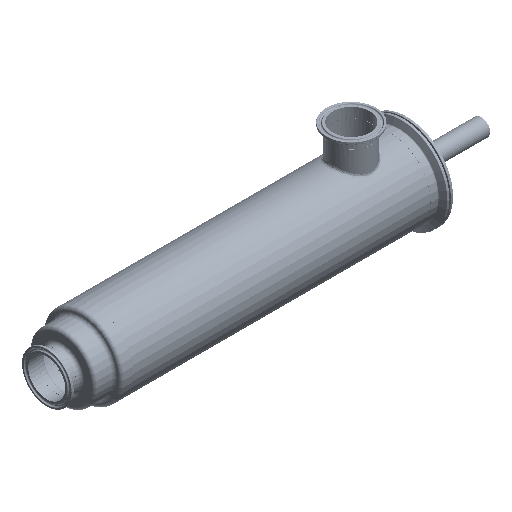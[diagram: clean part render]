
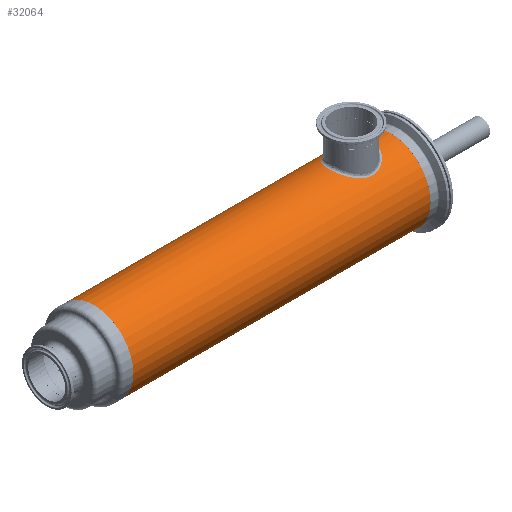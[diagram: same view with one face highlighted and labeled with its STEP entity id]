
A CAD part, isometric view. The second image highlights one B-rep face of the part: STEP entity #32064.
In plain terms, the highlighted cylindrical face has radius 50.8 mm (diameter 101.6 mm), a full revolution.
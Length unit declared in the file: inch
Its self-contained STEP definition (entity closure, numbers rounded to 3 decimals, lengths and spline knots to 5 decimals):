
#84=B_SPLINE_CURVE_WITH_KNOTS('',3,(#38781,#38782,#38783,#38784,#38785,
#38786,#38787,#38788,#38789,#38790,#38791,#38792,#38793,#38794,#38795,#38796,
#38797,#38798,#38799,#38800,#38801,#38802,#38803,#38804,#38805),
 .UNSPECIFIED.,.T.,.F.,(4,1,1,1,1,1,1,1,1,1,1,1,1,1,1,1,1,1,1,1,1,1,4),
(-15.62163,-15.06372,-14.5058,-13.38997,
-12.64608,-11.9022,-11.53025,-11.15831,
-10.41442,-9.67053,-8.92665,-8.18276,
-7.43887,-6.69499,-5.9511,-5.20721,
-4.46332,-3.90541,-3.34749,-2.23166,
-1.11583,-0.55792,0.),.UNSPECIFIED.);
#3887=LINE('',#38814,#4921);
#4921=VECTOR('',#34953,2.);
#5952=CYLINDRICAL_SURFACE('',#33431,2.);
#6883=FACE_BOUND('',#9755,.T.);
#8714=FACE_OUTER_BOUND('',#9754,.T.);
#9754=EDGE_LOOP('',(#22113,#22114,#22115,#22116));
#9755=EDGE_LOOP('',(#22117));
#12612=CIRCLE('',#33432,2.);
#12613=CIRCLE('',#33433,2.);
#12889=VERTEX_POINT('',#38748);
#12893=VERTEX_POINT('',#38811);
#12894=VERTEX_POINT('',#38813);
#16922=EDGE_CURVE('',#12889,#12889,#84,.T.);
#16925=EDGE_CURVE('',#12893,#12893,#12612,.T.);
#16926=EDGE_CURVE('',#12893,#12894,#3887,.T.);
#16927=EDGE_CURVE('',#12894,#12894,#12613,.T.);
#22113=ORIENTED_EDGE('',*,*,#16925,.F.);
#22114=ORIENTED_EDGE('',*,*,#16926,.T.);
#22115=ORIENTED_EDGE('',*,*,#16927,.F.);
#22116=ORIENTED_EDGE('',*,*,#16926,.F.);
#22117=ORIENTED_EDGE('',*,*,#16922,.F.);
#32064=ADVANCED_FACE('',(#8714,#6883),#5952,.T.);
#33431=AXIS2_PLACEMENT_3D('',#38810,#34949,#34950);
#33432=AXIS2_PLACEMENT_3D('',#38812,#34951,#34952);
#33433=AXIS2_PLACEMENT_3D('',#38815,#34954,#34955);
#34949=DIRECTION('center_axis',(0.,0.,1.));
#34950=DIRECTION('ref_axis',(-1.,0.,0.));
#34951=DIRECTION('center_axis',(0.,0.,
1.));
#34952=DIRECTION('ref_axis',(-1.,0.,0.));
#34953=DIRECTION('',(0.,0.,-1.));
#34954=DIRECTION('center_axis',(0.,0.,-1.));
#34955=DIRECTION('ref_axis',(-1.,0.,0.));
#38748=CARTESIAN_POINT('',(1.05882,1.69673,13.));
#38781=CARTESIAN_POINT('Ctrl Pts',(1.05882,1.69673,13.));
#38782=CARTESIAN_POINT('Ctrl Pts',(1.05882,1.69673,12.91415));
#38783=CARTESIAN_POINT('Ctrl Pts',(1.04015,1.70858,12.74253));
#38784=CARTESIAN_POINT('Ctrl Pts',(0.93264,1.77202,12.42292));
#38785=CARTESIAN_POINT('Ctrl Pts',(0.71841,1.87642,12.13889));
#38786=CARTESIAN_POINT('Ctrl Pts',(0.39921,1.96762,11.93965));
#38787=CARTESIAN_POINT('Ctrl Pts',(0.13523,2.00066,11.8738));
#38788=CARTESIAN_POINT('Ctrl Pts',(-0.08109,2.00051,
11.87393));
#38789=CARTESIAN_POINT('Ctrl Pts',(-0.29419,1.98328,
11.90872));
#38790=CARTESIAN_POINT('Ctrl Pts',(-0.54283,1.93194,
12.01477));
#38791=CARTESIAN_POINT('Ctrl Pts',(-0.78756,1.84326,12.22421));
#38792=CARTESIAN_POINT('Ctrl Pts',(-0.96542,1.75393,
12.49895));
#38793=CARTESIAN_POINT('Ctrl Pts',(-1.06278,1.69441,12.8254));
#38794=CARTESIAN_POINT('Ctrl Pts',(-1.06287,1.69425,13.17463));
#38795=CARTESIAN_POINT('Ctrl Pts',(-0.96541,1.75396,
13.50101));
#38796=CARTESIAN_POINT('Ctrl Pts',(-0.78755,1.84324,
13.77578));
#38797=CARTESIAN_POINT('Ctrl Pts',(-0.54283,1.93194,
13.98521));
#38798=CARTESIAN_POINT('Ctrl Pts',(-0.26933,1.98843,
14.10189));
#38799=CARTESIAN_POINT('Ctrl Pts',(-0.00006,2.00495,
14.13492));
#38800=CARTESIAN_POINT('Ctrl Pts',(0.32349,1.9852,14.09529));
#38801=CARTESIAN_POINT('Ctrl Pts',(0.68591,1.89272,13.90489));
#38802=CARTESIAN_POINT('Ctrl Pts',(0.93248,1.77195,13.57707));
#38803=CARTESIAN_POINT('Ctrl Pts',(1.0402,1.7086,13.25748));
#38804=CARTESIAN_POINT('Ctrl Pts',(1.05882,1.69673,13.08585));
#38805=CARTESIAN_POINT('Ctrl Pts',(1.05882,1.69673,13.));
#38810=CARTESIAN_POINT('Origin',(0.,0.,0.));
#38811=CARTESIAN_POINT('',(2.,0.,14.995));
#38812=CARTESIAN_POINT('Origin',(0.,0.,14.995));
#38813=CARTESIAN_POINT('',(2.,0.,0.));
#38814=CARTESIAN_POINT('',(2.,0.,0.));
#38815=CARTESIAN_POINT('Origin',(0.,0.,0.));
